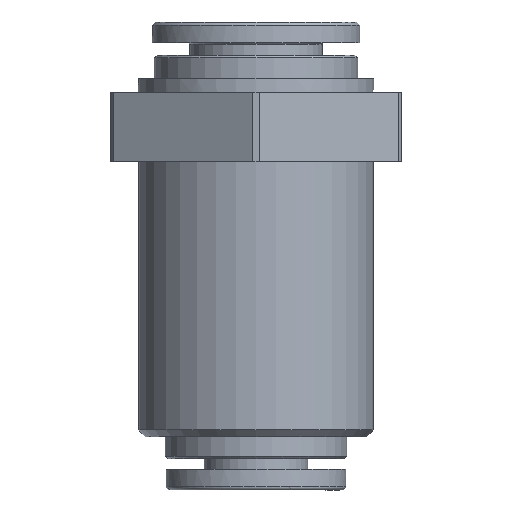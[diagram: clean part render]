
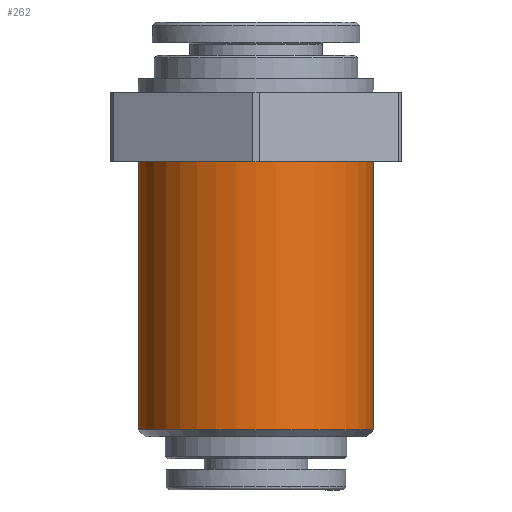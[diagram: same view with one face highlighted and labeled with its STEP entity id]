
A CAD part, front view. The second image highlights one B-rep face of the part: STEP entity #262.
In plain terms, the highlighted cylindrical face has radius 8.5 mm (diameter 17 mm), a full revolution.
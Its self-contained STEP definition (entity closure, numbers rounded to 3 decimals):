
#220=CARTESIAN_POINT('',(-8.5,0.,-21.9));
#221=VERTEX_POINT('',#220);
#222=CARTESIAN_POINT('',(0.,0.0,-21.9));
#223=DIRECTION('',(0.0,0.0,-1.0));
#224=DIRECTION('',(1.0,0.0,0.0));
#225=AXIS2_PLACEMENT_3D('',#222,#223,#224);
#226=CIRCLE('',#225,8.5);
#227=EDGE_CURVE('',#221,#221,#226,.T.);
#243=CARTESIAN_POINT('',(0.,0.0,-19.7));
#244=DIRECTION('',(0.,0.0,-1.0));
#245=DIRECTION('',(-1.0,0.0,0.0));
#246=AXIS2_PLACEMENT_3D('',#243,#244,#245);
#247=CYLINDRICAL_SURFACE('',#246,8.5);
#248=CARTESIAN_POINT('',(-8.5,0.0,-2.5));
#249=VERTEX_POINT('',#248);
#250=CARTESIAN_POINT('',(0.,0.0,-2.5));
#251=DIRECTION('',(0.0,0.0,1.0));
#252=DIRECTION('',(-1.0,0.0,0.0));
#253=AXIS2_PLACEMENT_3D('',#250,#251,#252);
#254=CIRCLE('',#253,8.5);
#255=EDGE_CURVE('',#249,#249,#254,.T.);
#256=ORIENTED_EDGE('',*,*,#255,.F.);
#257=EDGE_LOOP('',(#256));
#258=FACE_OUTER_BOUND('',#257,.T.);
#259=ORIENTED_EDGE('',*,*,#227,.F.);
#260=EDGE_LOOP('',(#259));
#261=FACE_BOUND('',#260,.T.);
#262=ADVANCED_FACE('',(#258,#261),#247,.T.);
